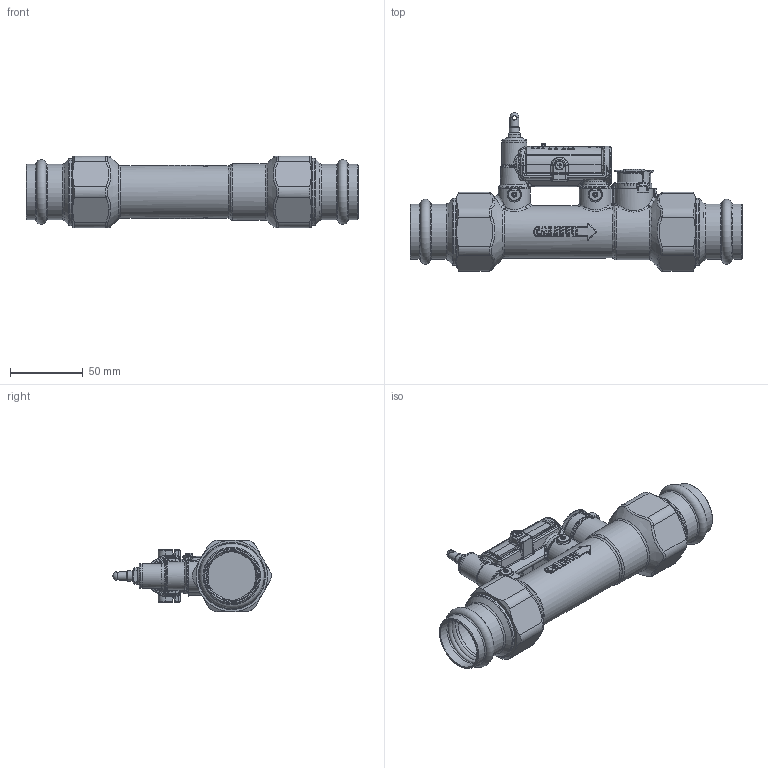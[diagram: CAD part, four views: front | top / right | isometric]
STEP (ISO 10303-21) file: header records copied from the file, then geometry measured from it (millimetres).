
FILE_DESCRIPTION(/* description */ (''),/* implementation_level */ '2;1');
FILE_NAME(/* name */ '132776A.stp',/* time_stamp */ '2025-07-17T13:53:17-05:00',/* author */ ('ischreiner'),/* organization */ (''),/* preprocessor_version */ 'ST-DEVELOPER v20',/* originating_system */ 'Autodesk Inventor 2025',/* authorisation */ '');
FILE_SCHEMA (('AUTOMOTIVE_DESIGN { 1 0 10303 214 3 1 1 }'));
Products named in the file (1): 132772A
Bounding box: 227.5 x 108.59 x 48.8 mm (x, y, z)
Volume: 334370.6 mm3; surface area: 143182.5 mm2
Topology: 26 solids, 26 shells, 2774 faces, 6705 edges, 4000 vertices
Faces by surface type: bspline 1083, plane 764, cylinder 551, cone 153, torus 117, sphere 106
Full cylindrical faces by diameter (mm): 2.459 x2, 2.5 x3, 2.9 x1, 3 x5, 3.1 x2, 3.3 x1, 4 x2, 4.1 x1, 4.2 x1, 5.7 x2, 6 x3, 7 x3, 8 x5, 9.8 x1, 10 x3, 10.5 x2, 11.1 x1, 11.5 x1, 11.52 x1, 12.1 x1, 12.9 x1, 13 x2, 13.5 x2, 13.8 x1, 14.5 x3, 15 x1, 16.1 x1, 16.5 x4, 16.8 x2, 17 x6
Entity records: 138624 total; most frequent: CARTESIAN_POINT 78073, ORIENTED_EDGE 13242, DIRECTION 11193, EDGE_CURVE 6621, AXIS2_PLACEMENT_3D 4540, VERTEX_POINT 3998, EDGE_LOOP 2933, FACE_OUTER_BOUND 2774
